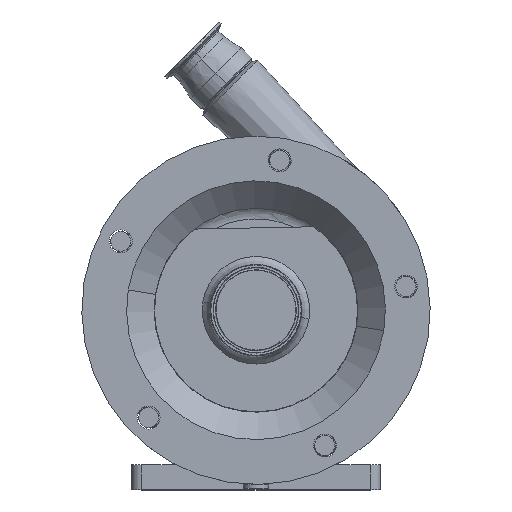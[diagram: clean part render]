
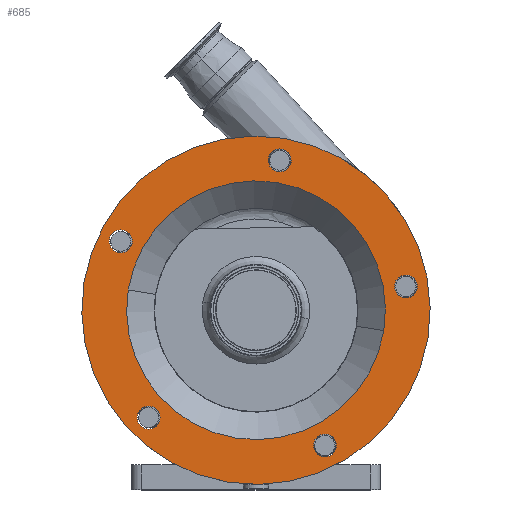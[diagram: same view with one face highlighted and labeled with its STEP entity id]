
A CAD part, top view. The second image highlights one B-rep face of the part: STEP entity #685.
In plain terms, the highlighted planar face has unit normal (0, 0, 1).
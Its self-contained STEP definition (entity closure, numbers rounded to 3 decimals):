
#290 = ORIENTED_EDGE ( 'NONE', *, *, #23753, .F. ) ;
#317 = EDGE_LOOP ( 'NONE', ( #887, #891 ) ) ;
#333 = EDGE_LOOP ( 'NONE', ( #890, #290 ) ) ;
#465 = EDGE_CURVE ( 'NONE', #24021, #23760, #10501, .T. ) ;
#570 = ORIENTED_EDGE ( 'NONE', *, *, #684, .F. ) ;
#683 = ORIENTED_EDGE ( 'NONE', *, *, #23821, .F. ) ;
#684 = EDGE_CURVE ( 'NONE', #23661, #23829, #27702, .T. ) ;
#685 = ADVANCED_FACE ( 'NONE', ( #27667, #27704, #27742, #27733, #27718, #27698, #27728 ), #27731, .F. ) ;
#739 = EDGE_LOOP ( 'NONE', ( #957, #24081 ) ) ;
#798 = EDGE_LOOP ( 'NONE', ( #570, #683 ) ) ;
#887 = ORIENTED_EDGE ( 'NONE', *, *, #465, .F. ) ;
#890 = ORIENTED_EDGE ( 'NONE', *, *, #25746, .F. ) ;
#891 = ORIENTED_EDGE ( 'NONE', *, *, #23766, .F. ) ;
#957 = ORIENTED_EDGE ( 'NONE', *, *, #25802, .F. ) ;
#1226 = EDGE_CURVE ( 'NONE', #23227, #23780, #34126, .T. ) ;
#1256 = ORIENTED_EDGE ( 'NONE', *, *, #23243, .F. ) ;
#10492 = DIRECTION ( 'NONE',  ( 0.988, -0.156, 0. ) ) ;
#10493 = DIRECTION ( 'NONE',  ( 0., 0., 1. ) ) ;
#10494 = CARTESIAN_POINT ( 'NONE',  ( -107.834, -107.834, 224.65 ) ) ;
#10495 = AXIS2_PLACEMENT_3D ( 'NONE', #10494, #10493, #10492 ) ;
#10501 = CIRCLE ( 'NONE', #10495, 11.5 ) ;
#17755 = DIRECTION ( 'NONE',  ( 0., 0., 1. ) ) ;
#17774 = CIRCLE ( 'NONE', #17802, 11.5 ) ;
#17802 = AXIS2_PLACEMENT_3D ( 'NONE', #17803, #17755, #17874 ) ;
#17803 = CARTESIAN_POINT ( 'NONE',  ( 150.622, 23.856, 224.65 ) ) ;
#17874 = DIRECTION ( 'NONE',  ( 0.988, -0.156, 0. ) ) ;
#18004 = DIRECTION ( 'NONE',  ( 0.988, -0.156, 0. ) ) ;
#18005 = DIRECTION ( 'NONE',  ( 0., 0., 1. ) ) ;
#18014 = CARTESIAN_POINT ( 'NONE',  ( 23.856, 150.622, 224.65 ) ) ;
#18018 = DIRECTION ( 'NONE',  ( 0.988, -0.156, 0. ) ) ;
#18019 = DIRECTION ( 'NONE',  ( 0., 0., 1. ) ) ;
#18020 = AXIS2_PLACEMENT_3D ( 'NONE', #18037, #18019, #18018 ) ;
#18021 = CIRCLE ( 'NONE', #18036, 11.5 ) ;
#18036 = AXIS2_PLACEMENT_3D ( 'NONE', #18014, #18005, #18004 ) ;
#18037 = CARTESIAN_POINT ( 'NONE',  ( 69.234, -135.878, 224.65 ) ) ;
#18063 = CIRCLE ( 'NONE', #18020, 11.5 ) ;
#18139 = DIRECTION ( 'NONE',  ( 0., 0., 1. ) ) ;
#18142 = DIRECTION ( 'NONE',  ( 0.988, -0.156, 0. ) ) ;
#18158 = CARTESIAN_POINT ( 'NONE',  ( 0., 0., 224.65 ) ) ;
#18203 = CIRCLE ( 'NONE', #18222, 175. ) ;
#18222 = AXIS2_PLACEMENT_3D ( 'NONE', #18158, #18139, #18142 ) ;
#23227 = VERTEX_POINT ( 'NONE', #35006 ) ;
#23243 = EDGE_CURVE ( 'NONE', #23780, #23227, #34948, .T. ) ;
#23661 = VERTEX_POINT ( 'NONE', #35493 ) ;
#23744 = VERTEX_POINT ( 'NONE', #35556 ) ;
#23753 = EDGE_CURVE ( 'NONE', #23761, #23744, #35601, .T. ) ;
#23760 = VERTEX_POINT ( 'NONE', #35549 ) ;
#23761 = VERTEX_POINT ( 'NONE', #35609 ) ;
#23766 = EDGE_CURVE ( 'NONE', #23760, #24021, #35839, .T. ) ;
#23780 = VERTEX_POINT ( 'NONE', #36116 ) ;
#23821 = EDGE_CURVE ( 'NONE', #23829, #23661, #35852, .T. ) ;
#23829 = VERTEX_POINT ( 'NONE', #36148 ) ;
#23913 = VERTEX_POINT ( 'NONE', #35889 ) ;
#23935 = ORIENTED_EDGE ( 'NONE', *, *, #23985, .T. ) ;
#23960 = ORIENTED_EDGE ( 'NONE', *, *, #25755, .F. ) ;
#23963 = ORIENTED_EDGE ( 'NONE', *, *, #24041, .F. ) ;
#23984 = VERTEX_POINT ( 'NONE', #36195 ) ;
#23985 = EDGE_CURVE ( 'NONE', #23984, #24031, #36354, .T. ) ;
#24016 = VERTEX_POINT ( 'NONE', #36279 ) ;
#24021 = VERTEX_POINT ( 'NONE', #36278 ) ;
#24031 = VERTEX_POINT ( 'NONE', #36344 ) ;
#24038 = VERTEX_POINT ( 'NONE', #36360 ) ;
#24041 = EDGE_CURVE ( 'NONE', #24052, #24038, #36518, .T. ) ;
#24052 = VERTEX_POINT ( 'NONE', #36521 ) ;
#24079 = EDGE_LOOP ( 'NONE', ( #23935, #25897 ) ) ;
#24081 = ORIENTED_EDGE ( 'NONE', *, *, #24121, .F. ) ;
#24083 = EDGE_LOOP ( 'NONE', ( #23960, #23963 ) ) ;
#24121 = EDGE_CURVE ( 'NONE', #23913, #24016, #36474, .T. ) ;
#25734 = ORIENTED_EDGE ( 'NONE', *, *, #1226, .F. ) ;
#25746 = EDGE_CURVE ( 'NONE', #23744, #23761, #18063, .T. ) ;
#25755 = EDGE_CURVE ( 'NONE', #24038, #24052, #18021, .T. ) ;
#25802 = EDGE_CURVE ( 'NONE', #24016, #23913, #17774, .T. ) ;
#25810 = EDGE_CURVE ( 'NONE', #24031, #23984, #18203, .T. ) ;
#25879 = EDGE_LOOP ( 'NONE', ( #25734, #1256 ) ) ;
#25897 = ORIENTED_EDGE ( 'NONE', *, *, #25810, .T. ) ;
#27641 = DIRECTION ( 'NONE',  ( -0.988, 0.156, 0. ) ) ;
#27643 = DIRECTION ( 'NONE',  ( 0., 0., -1. ) ) ;
#27667 = FACE_BOUND ( 'NONE', #798, .T. ) ;
#27698 = FACE_OUTER_BOUND ( 'NONE', #24079, .T. ) ;
#27702 = CIRCLE ( 'NONE', #27722, 11.5 ) ;
#27704 = FACE_BOUND ( 'NONE', #317, .T. ) ;
#27706 = AXIS2_PLACEMENT_3D ( 'NONE', #27724, #27643, #27641 ) ;
#27718 = FACE_BOUND ( 'NONE', #24083, .T. ) ;
#27720 = DIRECTION ( 'NONE',  ( 0.988, -0.156, 0. ) ) ;
#27722 = AXIS2_PLACEMENT_3D ( 'NONE', #27735, #27939, #27720 ) ;
#27724 = CARTESIAN_POINT ( 'NONE',  ( 27.376, 172.845, 224.65 ) ) ;
#27728 = FACE_BOUND ( 'NONE', #25879, .T. ) ;
#27731 = PLANE ( 'NONE',  #27706 ) ;
#27733 = FACE_BOUND ( 'NONE', #739, .T. ) ;
#27735 = CARTESIAN_POINT ( 'NONE',  ( -135.878, 69.234, 224.65 ) ) ;
#27742 = FACE_BOUND ( 'NONE', #333, .T. ) ;
#27939 = DIRECTION ( 'NONE',  ( 0., 0., 1. ) ) ;
#33680 = CARTESIAN_POINT ( 'NONE',  ( 0., 0., 224.65 ) ) ;
#34123 = DIRECTION ( 'NONE',  ( 0.988, -0.156, 0. ) ) ;
#34124 = DIRECTION ( 'NONE',  ( 0., 0., 1. ) ) ;
#34125 = AXIS2_PLACEMENT_3D ( 'NONE', #33680, #34124, #34123 ) ;
#34126 = CIRCLE ( 'NONE', #34125, 130. ) ;
#34745 = CARTESIAN_POINT ( 'NONE',  ( 0., 0., 224.65 ) ) ;
#34817 = DIRECTION ( 'NONE',  ( 0.988, -0.156, 0. ) ) ;
#34865 = DIRECTION ( 'NONE',  ( 0., 0., 1. ) ) ;
#34888 = DIRECTION ( 'NONE',  ( 0.988, -0.156, 0. ) ) ;
#34889 = CARTESIAN_POINT ( 'NONE',  ( 69.234, -135.878, 224.65 ) ) ;
#34948 = CIRCLE ( 'NONE', #35000, 130. ) ;
#34999 = DIRECTION ( 'NONE',  ( 0., 0., 1. ) ) ;
#35000 = AXIS2_PLACEMENT_3D ( 'NONE', #34745, #34865, #34817 ) ;
#35006 = CARTESIAN_POINT ( 'NONE',  ( 128.399, -20.336, 224.65 ) ) ;
#35493 = CARTESIAN_POINT ( 'NONE',  ( -124.52, 67.435, 224.65 ) ) ;
#35525 = AXIS2_PLACEMENT_3D ( 'NONE', #34889, #34999, #34888 ) ;
#35549 = CARTESIAN_POINT ( 'NONE',  ( -119.192, -106.035, 224.65 ) ) ;
#35556 = CARTESIAN_POINT ( 'NONE',  ( 80.592, -137.677, 224.65 ) ) ;
#35601 = CIRCLE ( 'NONE', #35525, 11.5 ) ;
#35609 = CARTESIAN_POINT ( 'NONE',  ( 57.875, -134.079, 224.65 ) ) ;
#35839 = CIRCLE ( 'NONE', #35938, 11.5 ) ;
#35852 = CIRCLE ( 'NONE', #36180, 11.5 ) ;
#35889 = CARTESIAN_POINT ( 'NONE',  ( 139.264, 25.655, 224.65 ) ) ;
#35936 = DIRECTION ( 'NONE',  ( 0., 0., 1. ) ) ;
#35937 = CARTESIAN_POINT ( 'NONE',  ( -107.834, -107.834, 224.65 ) ) ;
#35938 = AXIS2_PLACEMENT_3D ( 'NONE', #35937, #35936, #36117 ) ;
#36116 = CARTESIAN_POINT ( 'NONE',  ( -128.399, 20.336, 224.65 ) ) ;
#36117 = DIRECTION ( 'NONE',  ( 0.988, -0.156, 0. ) ) ;
#36148 = CARTESIAN_POINT ( 'NONE',  ( -147.237, 71.033, 224.65 ) ) ;
#36178 = DIRECTION ( 'NONE',  ( 0.988, -0.156, 0. ) ) ;
#36179 = DIRECTION ( 'NONE',  ( 0., 0., 1. ) ) ;
#36180 = AXIS2_PLACEMENT_3D ( 'NONE', #36187, #36179, #36178 ) ;
#36187 = CARTESIAN_POINT ( 'NONE',  ( -135.878, 69.234, 224.65 ) ) ;
#36189 = DIRECTION ( 'NONE',  ( 0.988, -0.156, 0. ) ) ;
#36190 = DIRECTION ( 'NONE',  ( 0., 0., 1. ) ) ;
#36191 = CARTESIAN_POINT ( 'NONE',  ( 0., 0., 224.65 ) ) ;
#36195 = CARTESIAN_POINT ( 'NONE',  ( 172.845, -27.376, 224.65 ) ) ;
#36278 = CARTESIAN_POINT ( 'NONE',  ( -96.475, -109.633, 224.65 ) ) ;
#36279 = CARTESIAN_POINT ( 'NONE',  ( 161.981, 22.057, 224.65 ) ) ;
#36344 = CARTESIAN_POINT ( 'NONE',  ( -172.845, 27.376, 224.65 ) ) ;
#36354 = CIRCLE ( 'NONE', #36381, 175. ) ;
#36360 = CARTESIAN_POINT ( 'NONE',  ( 35.215, 148.823, 224.65 ) ) ;
#36373 = DIRECTION ( 'NONE',  ( 0., 0., 1. ) ) ;
#36374 = CARTESIAN_POINT ( 'NONE',  ( 23.856, 150.622, 224.65 ) ) ;
#36376 = AXIS2_PLACEMENT_3D ( 'NONE', #36374, #36373, #36551 ) ;
#36381 = AXIS2_PLACEMENT_3D ( 'NONE', #36191, #36190, #36189 ) ;
#36402 = CARTESIAN_POINT ( 'NONE',  ( 150.622, 23.856, 224.65 ) ) ;
#36470 = DIRECTION ( 'NONE',  ( 0.988, -0.156, 0. ) ) ;
#36472 = DIRECTION ( 'NONE',  ( 0., 0., 1. ) ) ;
#36473 = AXIS2_PLACEMENT_3D ( 'NONE', #36402, #36472, #36470 ) ;
#36474 = CIRCLE ( 'NONE', #36473, 11.5 ) ;
#36518 = CIRCLE ( 'NONE', #36376, 11.5 ) ;
#36521 = CARTESIAN_POINT ( 'NONE',  ( 12.498, 152.421, 224.65 ) ) ;
#36551 = DIRECTION ( 'NONE',  ( 0.988, -0.156, 0. ) ) ;
